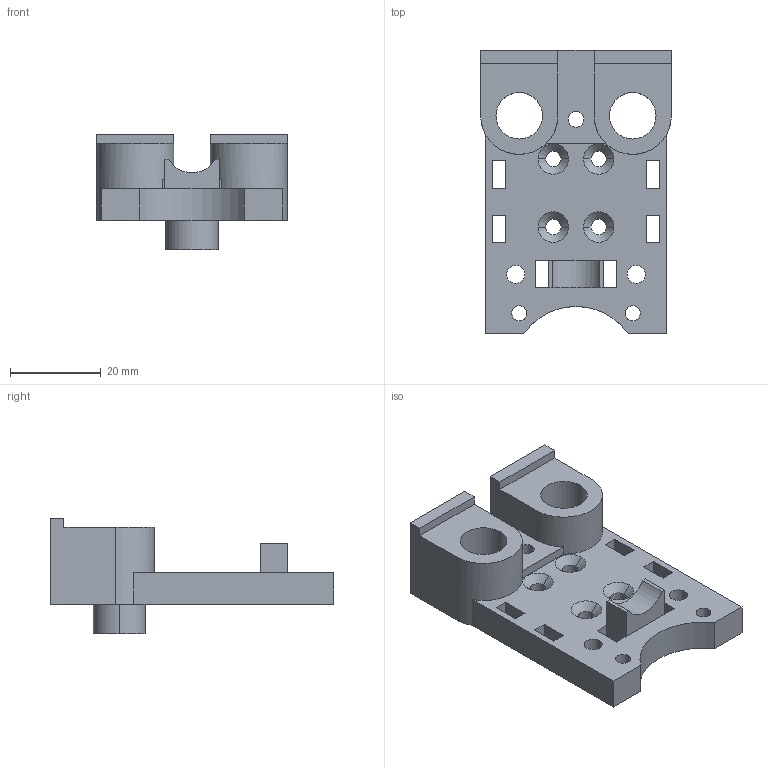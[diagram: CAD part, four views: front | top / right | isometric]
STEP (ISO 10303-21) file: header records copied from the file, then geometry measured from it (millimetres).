
FILE_DESCRIPTION (( 'STEP AP214' ), '1' );
FILE_NAME ('MGN9C hotend mount.STEP', '2025-02-28T01:49:54', ( '' ), ( '' ), 'SwSTEP 2.0', 'SolidWorks 2022', '' );
FILE_SCHEMA (( 'AUTOMOTIVE_DESIGN' ));
Length unit declared in the file: millimetre
Products named in the file (1): MGN9C hotend mount
Bounding box: 42 x 62.43 x 25.5 mm (x, y, z)
Volume: 21440.3 mm3; surface area: 10434.3 mm2
Topology: 2 solids, 2 shells, 87 faces, 240 edges, 156 vertices
Faces by surface type: plane 49, cylinder 30, cone 8
Entity records: 2929 total; most frequent: DIRECTION 488, CARTESIAN_POINT 484, ORIENTED_EDGE 480, EDGE_CURVE 240, LINE 168, VECTOR 168, AXIS2_PLACEMENT_3D 160, VERTEX_POINT 156
